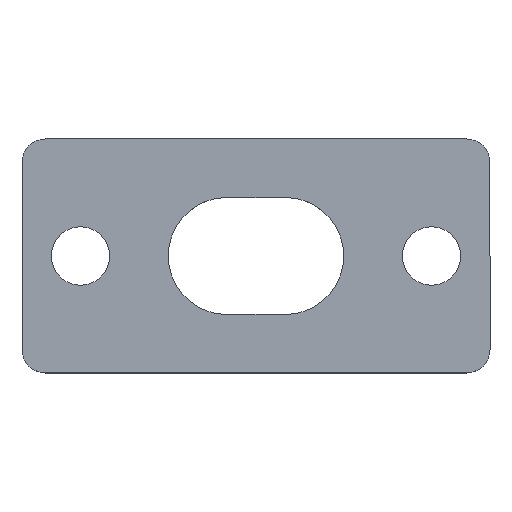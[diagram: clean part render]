
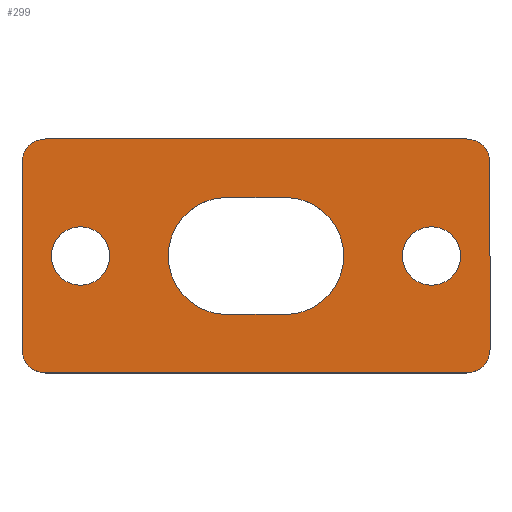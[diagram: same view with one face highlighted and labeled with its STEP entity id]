
A CAD part, top view. The second image highlights one B-rep face of the part: STEP entity #299.
In plain terms, the highlighted planar face has unit normal (0, 0, 1).
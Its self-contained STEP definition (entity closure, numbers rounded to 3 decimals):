
#15=FACE_BOUND('',#48,.T.);
#16=FACE_BOUND('',#49,.T.);
#17=FACE_BOUND('',#50,.T.);
#22=PLANE('',#337);
#31=FACE_OUTER_BOUND('',#47,.T.);
#47=EDGE_LOOP('',(#213,#214,#215,#216,#217,#218,#219,#220));
#48=EDGE_LOOP('',(#221,#222,#223,#224));
#49=EDGE_LOOP('',(#225));
#50=EDGE_LOOP('',(#226));
#69=LINE('',#469,#95);
#72=LINE('',#475,#98);
#73=LINE('',#479,#99);
#74=LINE('',#483,#100);
#75=LINE('',#489,#101);
#76=LINE('',#492,#102);
#95=VECTOR('',#377,10.);
#98=VECTOR('',#382,10.);
#99=VECTOR('',#385,10.);
#100=VECTOR('',#388,10.);
#101=VECTOR('',#393,10.);
#102=VECTOR('',#396,10.);
#119=CIRCLE('',#334,2.);
#121=CIRCLE('',#338,2.);
#122=CIRCLE('',#339,2.);
#123=CIRCLE('',#340,2.);
#124=CIRCLE('',#341,5.);
#125=CIRCLE('',#342,5.);
#126=CIRCLE('',#343,2.5);
#127=CIRCLE('',#344,2.5);
#135=VERTEX_POINT('',#459);
#136=VERTEX_POINT('',#460);
#139=VERTEX_POINT('',#468);
#141=VERTEX_POINT('',#474);
#142=VERTEX_POINT('',#476);
#143=VERTEX_POINT('',#478);
#144=VERTEX_POINT('',#480);
#145=VERTEX_POINT('',#482);
#146=VERTEX_POINT('',#485);
#147=VERTEX_POINT('',#486);
#148=VERTEX_POINT('',#488);
#149=VERTEX_POINT('',#490);
#150=VERTEX_POINT('',#493);
#151=VERTEX_POINT('',#495);
#163=EDGE_CURVE('',#135,#136,#119,.T.);
#167=EDGE_CURVE('',#136,#139,#69,.T.);
#170=EDGE_CURVE('',#141,#135,#72,.T.);
#171=EDGE_CURVE('',#142,#141,#121,.T.);
#172=EDGE_CURVE('',#143,#142,#73,.T.);
#173=EDGE_CURVE('',#144,#143,#122,.T.);
#174=EDGE_CURVE('',#145,#144,#74,.T.);
#175=EDGE_CURVE('',#139,#145,#123,.T.);
#176=EDGE_CURVE('',#146,#147,#124,.T.);
#177=EDGE_CURVE('',#147,#148,#75,.T.);
#178=EDGE_CURVE('',#148,#149,#125,.T.);
#179=EDGE_CURVE('',#149,#146,#76,.T.);
#180=EDGE_CURVE('',#150,#150,#126,.T.);
#181=EDGE_CURVE('',#151,#151,#127,.T.);
#213=ORIENTED_EDGE('',*,*,#163,.F.);
#214=ORIENTED_EDGE('',*,*,#170,.F.);
#215=ORIENTED_EDGE('',*,*,#171,.F.);
#216=ORIENTED_EDGE('',*,*,#172,.F.);
#217=ORIENTED_EDGE('',*,*,#173,.F.);
#218=ORIENTED_EDGE('',*,*,#174,.F.);
#219=ORIENTED_EDGE('',*,*,#175,.F.);
#220=ORIENTED_EDGE('',*,*,#167,.F.);
#221=ORIENTED_EDGE('',*,*,#176,.T.);
#222=ORIENTED_EDGE('',*,*,#177,.T.);
#223=ORIENTED_EDGE('',*,*,#178,.T.);
#224=ORIENTED_EDGE('',*,*,#179,.T.);
#225=ORIENTED_EDGE('',*,*,#180,.T.);
#226=ORIENTED_EDGE('',*,*,#181,.T.);
#299=ADVANCED_FACE('',(#31,#15,#16,#17),#22,.T.);
#334=AXIS2_PLACEMENT_3D('',#461,#369,#370);
#337=AXIS2_PLACEMENT_3D('',#473,#380,#381);
#338=AXIS2_PLACEMENT_3D('',#477,#383,#384);
#339=AXIS2_PLACEMENT_3D('',#481,#386,#387);
#340=AXIS2_PLACEMENT_3D('',#484,#389,#390);
#341=AXIS2_PLACEMENT_3D('',#487,#391,#392);
#342=AXIS2_PLACEMENT_3D('',#491,#394,#395);
#343=AXIS2_PLACEMENT_3D('',#494,#397,#398);
#344=AXIS2_PLACEMENT_3D('',#496,#399,#400);
#369=DIRECTION('center_axis',(0.,0.,-1.));
#370=DIRECTION('ref_axis',(-0.707,0.707,0.));
#377=DIRECTION('',(1.,0.,0.));
#380=DIRECTION('center_axis',(0.,0.,1.));
#381=DIRECTION('ref_axis',(1.,0.,0.));
#382=DIRECTION('',(0.,1.,0.));
#383=DIRECTION('center_axis',(0.,0.,-1.));
#384=DIRECTION('ref_axis',(-0.707,-0.707,0.));
#385=DIRECTION('',(-1.,0.,0.));
#386=DIRECTION('center_axis',(0.,0.,-1.));
#387=DIRECTION('ref_axis',(0.707,-0.707,0.));
#388=DIRECTION('',(0.,-1.,0.));
#389=DIRECTION('center_axis',(0.,0.,-1.));
#390=DIRECTION('ref_axis',(0.707,0.707,0.));
#391=DIRECTION('center_axis',(0.,0.,-1.));
#392=DIRECTION('ref_axis',(0.,-1.,0.));
#393=DIRECTION('',(-1.,0.,0.));
#394=DIRECTION('center_axis',(0.,0.,-1.));
#395=DIRECTION('ref_axis',(0.,1.,0.));
#396=DIRECTION('',(1.,0.,0.));
#397=DIRECTION('center_axis',(0.,0.,-1.));
#398=DIRECTION('ref_axis',(-1.,0.,0.));
#399=DIRECTION('center_axis',(0.,0.,-1.));
#400=DIRECTION('ref_axis',(-1.,0.,0.));
#459=CARTESIAN_POINT('',(-40.,18.,1.5));
#460=CARTESIAN_POINT('',(-38.,20.,1.5));
#461=CARTESIAN_POINT('Origin',(-38.,18.,1.5));
#468=CARTESIAN_POINT('',(-2.,20.,1.5));
#469=CARTESIAN_POINT('',(-40.,20.,1.5));
#473=CARTESIAN_POINT('Origin',(-20.,10.,1.5));
#474=CARTESIAN_POINT('',(-40.,2.,1.5));
#475=CARTESIAN_POINT('',(-40.,0.,1.5));
#476=CARTESIAN_POINT('',(-38.,0.,1.5));
#477=CARTESIAN_POINT('Origin',(-38.,2.,1.5));
#478=CARTESIAN_POINT('',(-2.,0.,1.5));
#479=CARTESIAN_POINT('',(0.,0.,1.5));
#480=CARTESIAN_POINT('',(0.,2.,1.5));
#481=CARTESIAN_POINT('Origin',(-2.,2.,1.5));
#482=CARTESIAN_POINT('',(0.,18.,1.5));
#483=CARTESIAN_POINT('',(0.,20.,1.5));
#484=CARTESIAN_POINT('Origin',(-2.,18.,1.5));
#485=CARTESIAN_POINT('',(-17.5,15.,1.5));
#486=CARTESIAN_POINT('',(-17.5,5.,1.5));
#487=CARTESIAN_POINT('Origin',(-17.5,10.,1.5));
#488=CARTESIAN_POINT('',(-22.5,5.,1.5));
#489=CARTESIAN_POINT('',(-18.75,5.,1.5));
#490=CARTESIAN_POINT('',(-22.5,15.,1.5));
#491=CARTESIAN_POINT('Origin',(-22.5,10.,1.5));
#492=CARTESIAN_POINT('',(-21.25,15.,1.5));
#493=CARTESIAN_POINT('',(-2.5,10.,1.5));
#494=CARTESIAN_POINT('Origin',(-5.,10.,1.5));
#495=CARTESIAN_POINT('',(-32.5,10.,1.5));
#496=CARTESIAN_POINT('Origin',(-35.,10.,1.5));
